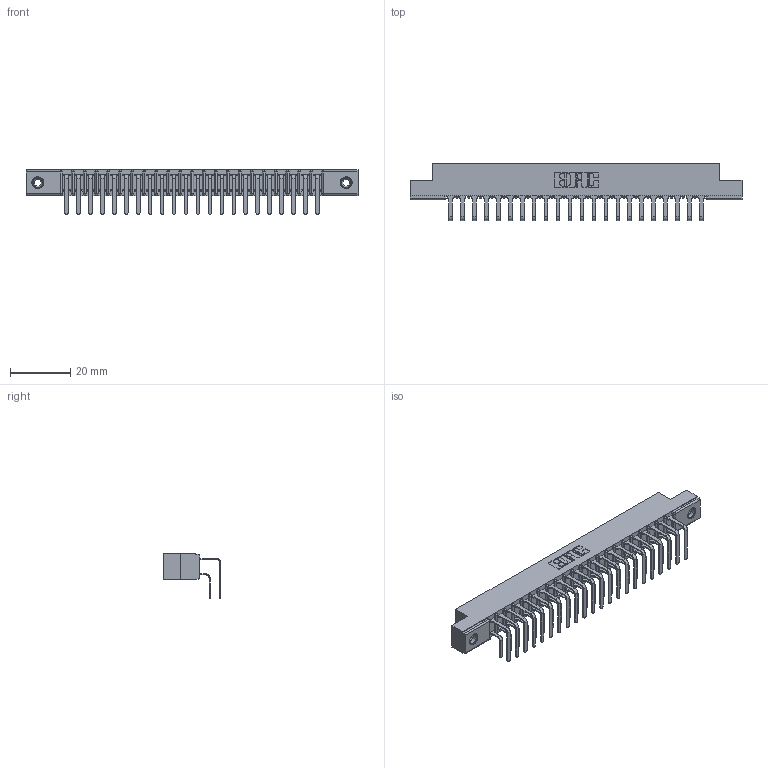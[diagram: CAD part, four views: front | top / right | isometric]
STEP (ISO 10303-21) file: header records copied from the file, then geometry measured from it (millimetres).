
FILE_DESCRIPTION (( 'STEP AP203' ), '1' );
FILE_NAME ('357-044-458-208.STEP', '2020-10-04T00:39:41', ( '' ), ( '' ), 'SwSTEP 2.0', 'SolidWorks 2020', '' );
FILE_SCHEMA (( 'CONFIG_CONTROL_DESIGN' ));
Length unit declared in the file: inch
Products named in the file (5): 357-044-458-208; 307-290-001_558 - 2 (Single); 307 Part_.156 Dia Mounting Holes; 345-250-001_345-250-003-102; 307-290-001_558 559 - 1 (Single)
Assembly tree (47 placements, depth 2):
  357-044-458-208
    307 Part_.156 Dia Mounting Holes
    307-290-001_558 559 - 1 (Single)  x22
    307-290-001_558 - 2 (Single)  x22
    345-250-001_345-250-003-102  x2
Bounding box: 110.19 x 18.96 x 14.81 mm (x, y, z)
Volume: 7395.8 mm3; surface area: 14182.6 mm2
Topology: 47 solids, 47 shells, 2401 faces, 6707 edges, 4342 vertices
Faces by surface type: plane 1554, cylinder 785, sphere 46, cone 12, torus 4
Entity records: 24662 total; most frequent: CARTESIAN_POINT 4027, ORIENTED_EDGE 3982, DIRECTION 3961, EDGE_CURVE 1991, VECTOR 1517, LINE 1517, VERTEX_POINT 1288, AXIS2_PLACEMENT_3D 1222
